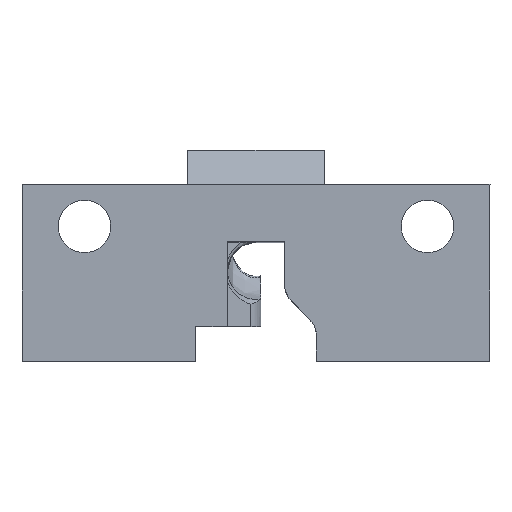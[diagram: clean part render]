
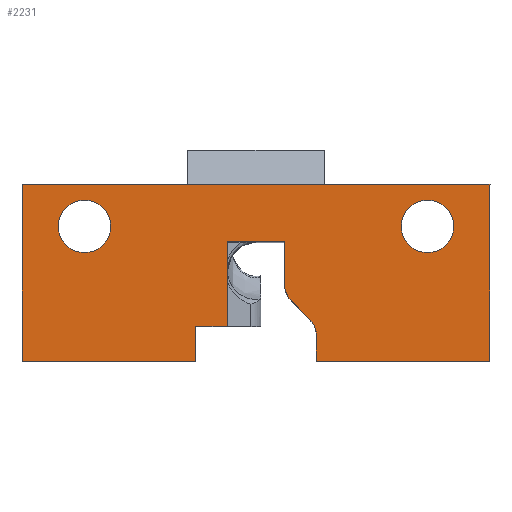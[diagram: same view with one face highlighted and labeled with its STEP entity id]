
A CAD part, top view. The second image highlights one B-rep face of the part: STEP entity #2231.
In plain terms, the highlighted planar face has unit normal (0, 0, 1).
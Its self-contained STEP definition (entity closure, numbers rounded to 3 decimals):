
#22=FACE_BOUND('',#367,.T.);
#23=FACE_BOUND('',#368,.T.);
#138=PLANE('',#2440);
#239=FACE_OUTER_BOUND('',#366,.T.);
#366=EDGE_LOOP('',(#1842,#1843,#1844,#1845,#1846,#1847,#1848,#1849,#1850,
#1851,#1852,#1853,#1854,#1855,#1856));
#367=EDGE_LOOP('',(#1857));
#368=EDGE_LOOP('',(#1858));
#539=LINE('',#4355,#738);
#540=LINE('',#4358,#739);
#551=LINE('',#4379,#750);
#554=LINE('',#4390,#753);
#556=LINE('',#4394,#755);
#558=LINE('',#4398,#757);
#559=LINE('',#4399,#758);
#560=LINE('',#4401,#759);
#561=LINE('',#4403,#760);
#562=LINE('',#4405,#761);
#563=LINE('',#4409,#762);
#564=LINE('',#4413,#763);
#565=LINE('',#4414,#764);
#738=VECTOR('',#2923,10.);
#739=VECTOR('',#2926,10.);
#750=VECTOR('',#2939,10.);
#753=VECTOR('',#2950,10.);
#755=VECTOR('',#2954,10.);
#757=VECTOR('',#2958,10.);
#758=VECTOR('',#2959,10.);
#759=VECTOR('',#2960,10.);
#760=VECTOR('',#2961,10.);
#761=VECTOR('',#2962,10.);
#762=VECTOR('',#2965,10.);
#763=VECTOR('',#2968,10.);
#764=VECTOR('',#2969,10.);
#868=CIRCLE('',#2437,2.3);
#869=CIRCLE('',#2441,2.);
#870=CIRCLE('',#2442,2.);
#871=CIRCLE('',#2443,2.3);
#1047=VERTEX_POINT('',#4348);
#1050=VERTEX_POINT('',#4353);
#1051=VERTEX_POINT('',#4357);
#1053=VERTEX_POINT('',#4363);
#1062=VERTEX_POINT('',#4383);
#1063=VERTEX_POINT('',#4387);
#1064=VERTEX_POINT('',#4389);
#1065=VERTEX_POINT('',#4393);
#1066=VERTEX_POINT('',#4397);
#1067=VERTEX_POINT('',#4400);
#1068=VERTEX_POINT('',#4402);
#1069=VERTEX_POINT('',#4404);
#1070=VERTEX_POINT('',#4406);
#1071=VERTEX_POINT('',#4408);
#1072=VERTEX_POINT('',#4410);
#1073=VERTEX_POINT('',#4412);
#1074=VERTEX_POINT('',#4415);
#1332=EDGE_CURVE('',#1050,#1047,#539,.T.);
#1333=EDGE_CURVE('',#1051,#1047,#540,.T.);
#1344=EDGE_CURVE('',#1051,#1053,#551,.T.);
#1347=EDGE_CURVE('',#1062,#1062,#868,.T.);
#1349=EDGE_CURVE('',#1063,#1064,#554,.T.);
#1351=EDGE_CURVE('',#1065,#1064,#556,.T.);
#1353=EDGE_CURVE('',#1066,#1053,#558,.T.);
#1354=EDGE_CURVE('',#1065,#1050,#559,.T.);
#1355=EDGE_CURVE('',#1063,#1067,#560,.T.);
#1356=EDGE_CURVE('',#1068,#1067,#561,.T.);
#1357=EDGE_CURVE('',#1069,#1068,#562,.T.);
#1358=EDGE_CURVE('',#1070,#1069,#869,.T.);
#1359=EDGE_CURVE('',#1071,#1070,#563,.T.);
#1360=EDGE_CURVE('',#1072,#1071,#870,.T.);
#1361=EDGE_CURVE('',#1073,#1072,#564,.T.);
#1362=EDGE_CURVE('',#1066,#1073,#565,.T.);
#1363=EDGE_CURVE('',#1074,#1074,#871,.T.);
#1842=ORIENTED_EDGE('',*,*,#1353,.T.);
#1843=ORIENTED_EDGE('',*,*,#1344,.F.);
#1844=ORIENTED_EDGE('',*,*,#1333,.T.);
#1845=ORIENTED_EDGE('',*,*,#1332,.F.);
#1846=ORIENTED_EDGE('',*,*,#1354,.F.);
#1847=ORIENTED_EDGE('',*,*,#1351,.T.);
#1848=ORIENTED_EDGE('',*,*,#1349,.F.);
#1849=ORIENTED_EDGE('',*,*,#1355,.T.);
#1850=ORIENTED_EDGE('',*,*,#1356,.F.);
#1851=ORIENTED_EDGE('',*,*,#1357,.F.);
#1852=ORIENTED_EDGE('',*,*,#1358,.F.);
#1853=ORIENTED_EDGE('',*,*,#1359,.F.);
#1854=ORIENTED_EDGE('',*,*,#1360,.F.);
#1855=ORIENTED_EDGE('',*,*,#1361,.F.);
#1856=ORIENTED_EDGE('',*,*,#1362,.F.);
#1857=ORIENTED_EDGE('',*,*,#1347,.F.);
#1858=ORIENTED_EDGE('',*,*,#1363,.F.);
#2231=ADVANCED_FACE('',(#239,#22,#23),#138,.F.);
#2437=AXIS2_PLACEMENT_3D('',#4385,#2945,#2946);
#2440=AXIS2_PLACEMENT_3D('',#4396,#2956,#2957);
#2441=AXIS2_PLACEMENT_3D('',#4407,#2963,#2964);
#2442=AXIS2_PLACEMENT_3D('',#4411,#2966,#2967);
#2443=AXIS2_PLACEMENT_3D('',#4416,#2970,#2971);
#2923=DIRECTION('',(-1.,0.,0.));
#2926=DIRECTION('',(0.,-1.,0.));
#2939=DIRECTION('',(1.,0.,0.));
#2945=DIRECTION('center_axis',(0.,0.,
1.));
#2946=DIRECTION('ref_axis',(1.,0.,0.));
#2950=DIRECTION('',(-1.,0.,0.));
#2954=DIRECTION('',(0.,1.,0.));
#2956=DIRECTION('center_axis',(0.,0.,
-1.));
#2957=DIRECTION('ref_axis',(1.,0.,0.));
#2958=DIRECTION('',(0.,1.,0.));
#2959=DIRECTION('',(-1.,0.,0.));
#2960=DIRECTION('',(0.,1.,0.));
#2961=DIRECTION('',(-1.,0.,0.));
#2962=DIRECTION('',(0.,1.,0.));
#2963=DIRECTION('center_axis',(0.,0.,
-1.));
#2964=DIRECTION('ref_axis',(-0.924,-0.383,0.));
#2965=DIRECTION('',(-0.707,0.707,0.));
#2966=DIRECTION('center_axis',(0.,0.,
1.));
#2967=DIRECTION('ref_axis',(0.924,0.383,0.));
#2968=DIRECTION('',(0.,1.,0.));
#2969=DIRECTION('',(-1.,0.,0.));
#2970=DIRECTION('center_axis',(0.,0.,
1.));
#2971=DIRECTION('ref_axis',(1.,0.,0.));
#4348=CARTESIAN_POINT('',(-20.102,-12.022,-4.188));
#4353=CARTESIAN_POINT('',(-18.602,-12.022,-4.188));
#4355=CARTESIAN_POINT('',(-18.602,-12.022,-4.188));
#4357=CARTESIAN_POINT('',(-20.102,3.478,-4.188));
#4358=CARTESIAN_POINT('',(-20.102,-0.397,-4.188));
#4363=CARTESIAN_POINT('',(20.898,3.478,-4.188));
#4379=CARTESIAN_POINT('',(-22.102,3.478,-4.188));
#4383=CARTESIAN_POINT('',(-16.927,-0.192,-4.188));
#4385=CARTESIAN_POINT('Origin',(-14.627,-0.192,-4.188));
#4387=CARTESIAN_POINT('',(-2.102,-8.926,-4.188));
#4389=CARTESIAN_POINT('',(-4.902,-8.926,-4.188));
#4390=CARTESIAN_POINT('',(-2.252,-8.926,-4.188));
#4393=CARTESIAN_POINT('',(-4.902,-12.022,-4.188));
#4394=CARTESIAN_POINT('',(-4.902,-12.022,-4.188));
#4396=CARTESIAN_POINT('Origin',(0.398,-4.272,-4.188));
#4397=CARTESIAN_POINT('',(20.898,-12.022,-4.188));
#4398=CARTESIAN_POINT('',(20.898,-8.397,-4.188));
#4399=CARTESIAN_POINT('',(-4.902,-12.022,-4.188));
#4400=CARTESIAN_POINT('',(-2.102,-1.564,-4.188));
#4401=CARTESIAN_POINT('',(-2.102,-3.022,-4.188));
#4402=CARTESIAN_POINT('',(2.898,-1.564,-4.188));
#4403=CARTESIAN_POINT('',(2.898,-1.564,-4.188));
#4404=CARTESIAN_POINT('',(2.898,-5.298,-4.188));
#4405=CARTESIAN_POINT('',(2.898,-8.926,-4.188));
#4406=CARTESIAN_POINT('',(3.483,-6.712,-4.188));
#4407=CARTESIAN_POINT('Origin',(4.898,-5.298,-4.188));
#4408=CARTESIAN_POINT('',(5.112,-8.34,-4.188));
#4409=CARTESIAN_POINT('',(2.509,-5.738,-4.188));
#4410=CARTESIAN_POINT('',(5.698,-9.754,-4.188));
#4411=CARTESIAN_POINT('Origin',(3.698,-9.754,-4.188));
#4412=CARTESIAN_POINT('',(5.698,-12.022,-4.188));
#4413=CARTESIAN_POINT('',(5.698,-12.022,-4.188));
#4414=CARTESIAN_POINT('',(22.894,-12.022,-4.188));
#4415=CARTESIAN_POINT('',(13.123,-0.192,-4.188));
#4416=CARTESIAN_POINT('Origin',(15.423,-0.192,-4.188));
